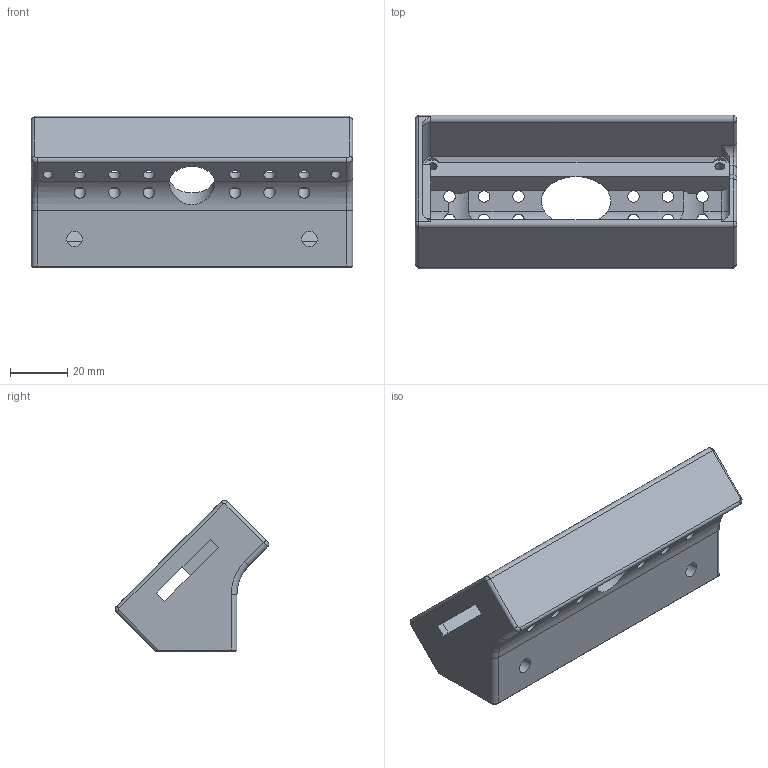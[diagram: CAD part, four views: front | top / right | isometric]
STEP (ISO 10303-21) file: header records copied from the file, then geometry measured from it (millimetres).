
FILE_DESCRIPTION( ( '' ), ' ' );
FILE_NAME( '5e642fef5e648815003307bf.step', '2020-03-07T23:36:16', ( '' ), ( '' ), ' ', ' ', ' ' );
FILE_SCHEMA( ( 'AUTOMOTIVE_DESIGN { 1 0 10303 214 1 1 1 1 }' ) );
Length unit declared in the file: metre
Products named in the file (1): Box
Bounding box: 111.8 x 53.44 x 52.7 mm (x, y, z)
Volume: 45173 mm3; surface area: 28843.6 mm2
Topology: 1 solids, 1 shells, 130 faces, 373 edges, 232 vertices
Faces by surface type: cylinder 73, plane 38, torus 8, bspline 8, cone 2, extrusion 1
Full cylindrical faces by diameter (mm): 3.4 x4, 4 x24, 5.4 x2, 8 x2, 16.024 x1
Entity records: 6127 total; most frequent: CARTESIAN_POINT 1733, DIRECTION 693, ORIENTED_EDGE 658, EDGE_CURVE 329, AXIS2_PLACEMENT_3D 277, VERTEX_POINT 222, EDGE_LOOP 217, FACE_OUTER_BOUND 164
